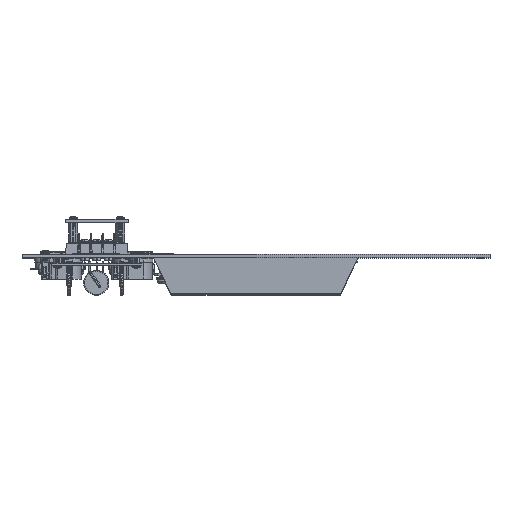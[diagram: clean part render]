
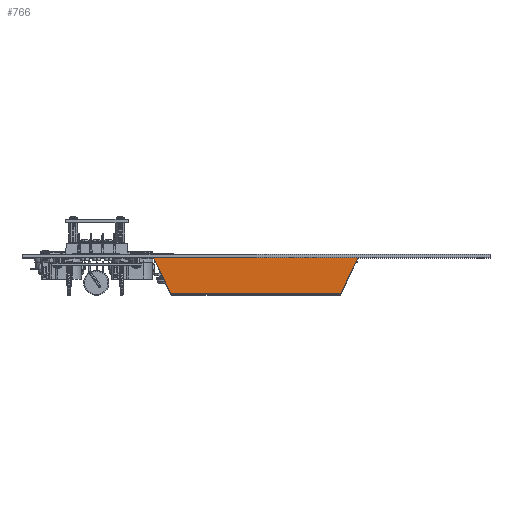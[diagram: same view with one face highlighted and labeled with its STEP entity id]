
A CAD part, top view. The second image highlights one B-rep face of the part: STEP entity #766.
In plain terms, the highlighted planar face has unit normal (0, 0, 1).
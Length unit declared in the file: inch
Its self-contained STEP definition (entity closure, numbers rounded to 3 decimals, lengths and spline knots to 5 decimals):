
#766 = ADVANCED_FACE ( 'NONE', ( #24975 ), #92853, .T. ) ;
#3067 = DIRECTION ( 'NONE',  ( -1., 0., 0. ) ) ;
#3583 = VECTOR ( 'NONE', #81470, 39.37008 ) ;
#5723 = CARTESIAN_POINT ( 'NONE',  ( -2.70174, 1.155, 1.194 ) ) ;
#6913 = DIRECTION ( 'NONE',  ( -0.429, -0.903, 0. ) ) ;
#14184 = CARTESIAN_POINT ( 'NONE',  ( -3.25, 0., 1.194 ) ) ;
#17668 = CARTESIAN_POINT ( 'NONE',  ( 2.70174, 1.155, 1.194 ) ) ;
#21016 = CARTESIAN_POINT ( 'NONE',  ( 3.25, 0., 1.194 ) ) ;
#21225 = VERTEX_POINT ( 'NONE', #5723 ) ;
#21832 = LINE ( 'NONE', #88228, #84619 ) ;
#22082 = CARTESIAN_POINT ( 'NONE',  ( 2.6875, 1.185, 1.194 ) ) ;
#24975 = FACE_OUTER_BOUND ( 'NONE', #87866, .T. ) ;
#29005 = EDGE_CURVE ( 'NONE', #86511, #44544, #49068, .T. ) ;
#33145 = ORIENTED_EDGE ( 'NONE', *, *, #86086, .T. ) ;
#36601 = ORIENTED_EDGE ( 'NONE', *, *, #29005, .T. ) ;
#38474 = ORIENTED_EDGE ( 'NONE', *, *, #57874, .T. ) ;
#44544 = VERTEX_POINT ( 'NONE', #17668 ) ;
#46919 = LINE ( 'NONE', #14184, #89675 ) ;
#47680 = VECTOR ( 'NONE', #6913, 39.37008 ) ;
#49068 = LINE ( 'NONE', #22082, #3583 ) ;
#57874 = EDGE_CURVE ( 'NONE', #44544, #21225, #21832, .T. ) ;
#62460 = ORIENTED_EDGE ( 'NONE', *, *, #69297, .T. ) ;
#69297 = EDGE_CURVE ( 'NONE', #86771, #86511, #46919, .T. ) ;
#73877 = DIRECTION ( 'NONE',  ( 1., 0., 0. ) ) ;
#75690 = LINE ( 'NONE', #92123, #47680 ) ;
#81470 = DIRECTION ( 'NONE',  ( -0.429, 0.903, 0. ) ) ;
#81983 = AXIS2_PLACEMENT_3D ( 'NONE', #91379, #91005, #90775 ) ;
#84619 = VECTOR ( 'NONE', #3067, 39.37008 ) ;
#86086 = EDGE_CURVE ( 'NONE', #21225, #86771, #75690, .T. ) ;
#86511 = VERTEX_POINT ( 'NONE', #21016 ) ;
#86771 = VERTEX_POINT ( 'NONE', #96891 ) ;
#87866 = EDGE_LOOP ( 'NONE', ( #36601, #38474, #33145, #62460 ) ) ;
#88228 = CARTESIAN_POINT ( 'NONE',  ( -2.6875, 1.155, 1.194 ) ) ;
#89675 = VECTOR ( 'NONE', #73877, 39.37008 ) ;
#90775 = DIRECTION ( 'NONE',  ( 1., 0., 0. ) ) ;
#91005 = DIRECTION ( 'NONE',  ( 0., 0., 1. ) ) ;
#91379 = CARTESIAN_POINT ( 'NONE',  ( 3.25, 0., 1.194 ) ) ;
#92123 = CARTESIAN_POINT ( 'NONE',  ( -2.6875, 1.185, 1.194 ) ) ;
#92853 = PLANE ( 'NONE',  #81983 ) ;
#96891 = CARTESIAN_POINT ( 'NONE',  ( -3.25, 0., 1.194 ) ) ;
